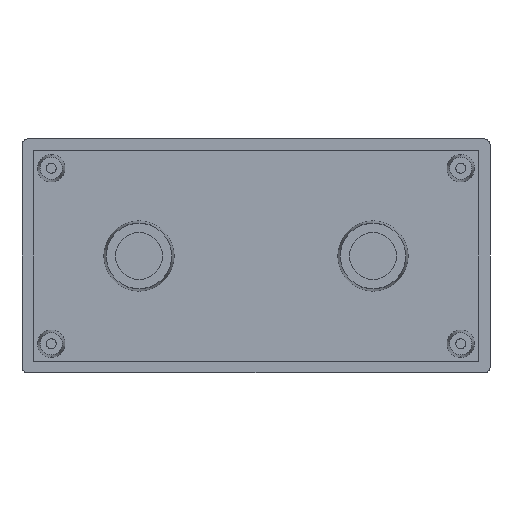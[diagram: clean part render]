
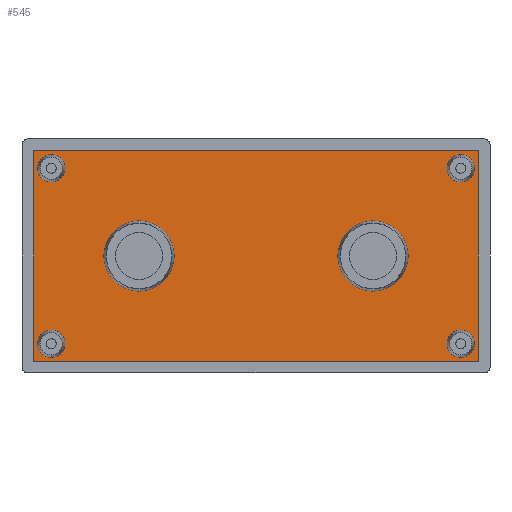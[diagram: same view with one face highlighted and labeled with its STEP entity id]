
A CAD part, front view. The second image highlights one B-rep face of the part: STEP entity #545.
In plain terms, the highlighted planar face has unit normal (0, -1, 0).
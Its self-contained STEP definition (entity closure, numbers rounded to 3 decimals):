
#5 = AXIS2_PLACEMENT_3D ( 'NONE', #80, #1023, #1091 ) ;
#18 = CIRCLE ( 'NONE', #95, 2.35 ) ;
#24 = CIRCLE ( 'NONE', #464, 6. ) ;
#29 = VERTEX_POINT ( 'NONE', #1459 ) ;
#37 = DIRECTION ( 'NONE',  ( -1., 0., 0. ) ) ;
#57 = CARTESIAN_POINT ( 'NONE',  ( 35., -3.3, 15. ) ) ;
#63 = PLANE ( 'NONE',  #319 ) ;
#80 = CARTESIAN_POINT ( 'NONE',  ( -20., -3.3, 0. ) ) ;
#87 = VERTEX_POINT ( 'NONE', #1287 ) ;
#95 = AXIS2_PLACEMENT_3D ( 'NONE', #706, #662, #659 ) ;
#98 = DIRECTION ( 'NONE',  ( 0., -1., 0. ) ) ;
#103 = FACE_BOUND ( 'NONE', #1428, .T. ) ;
#112 = CARTESIAN_POINT ( 'NONE',  ( 35., -3.3, 17.35 ) ) ;
#114 = DIRECTION ( 'NONE',  ( 0., -1., 0. ) ) ;
#116 = DIRECTION ( 'NONE',  ( 0., 0., 1. ) ) ;
#125 = CARTESIAN_POINT ( 'NONE',  ( -35., -3.3, 17.35 ) ) ;
#131 = DIRECTION ( 'NONE',  ( 0., 0., 1. ) ) ;
#138 = DIRECTION ( 'NONE',  ( 0., -1., 0. ) ) ;
#144 = CARTESIAN_POINT ( 'NONE',  ( 20., -3.3, 0. ) ) ;
#149 = ORIENTED_EDGE ( 'NONE', *, *, #755, .T. ) ;
#159 = CARTESIAN_POINT ( 'NONE',  ( -38., -3.3, 18. ) ) ;
#170 = DIRECTION ( 'NONE',  ( 0., 0., -1. ) ) ;
#176 = CARTESIAN_POINT ( 'NONE',  ( -38., -3.3, 18. ) ) ;
#192 = CARTESIAN_POINT ( 'NONE',  ( -20., -3.3, -6. ) ) ;
#240 = CARTESIAN_POINT ( 'NONE',  ( 20., -3.3, 0. ) ) ;
#242 = CIRCLE ( 'NONE', #1533, 2.35 ) ;
#252 = CARTESIAN_POINT ( 'NONE',  ( 38., -3.3, -18. ) ) ;
#254 = DIRECTION ( 'NONE',  ( 0., -1., 0. ) ) ;
#258 = CIRCLE ( 'NONE', #5, 6. ) ;
#264 = CARTESIAN_POINT ( 'NONE',  ( 20., -3.3, 6. ) ) ;
#287 = FACE_BOUND ( 'NONE', #1633, .T. ) ;
#294 = DIRECTION ( 'NONE',  ( 0., -1., 0. ) ) ;
#296 = VECTOR ( 'NONE', #303, 1000. ) ;
#299 = LINE ( 'NONE', #688, #664 ) ;
#303 = DIRECTION ( 'NONE',  ( 1., 0., 0. ) ) ;
#307 = EDGE_CURVE ( 'NONE', #1051, #1584, #18, .T. ) ;
#309 = CARTESIAN_POINT ( 'NONE',  ( -38., -3.3, -18. ) ) ;
#311 = CARTESIAN_POINT ( 'NONE',  ( -20., -3.3, 0. ) ) ;
#317 = DIRECTION ( 'NONE',  ( 0., -1., 0. ) ) ;
#319 = AXIS2_PLACEMENT_3D ( 'NONE', #334, #1668, #1585 ) ;
#325 = EDGE_LOOP ( 'NONE', ( #715, #1007 ) ) ;
#327 = EDGE_LOOP ( 'NONE', ( #1366, #1289 ) ) ;
#332 = DIRECTION ( 'NONE',  ( 0., 0., -1. ) ) ;
#333 = LINE ( 'NONE', #159, #1569 ) ;
#334 = CARTESIAN_POINT ( 'NONE',  ( 0., -3.3, 0. ) ) ;
#405 = FACE_BOUND ( 'NONE', #327, .T. ) ;
#422 = AXIS2_PLACEMENT_3D ( 'NONE', #1571, #254, #131 ) ;
#430 = VERTEX_POINT ( 'NONE', #479 ) ;
#445 = FACE_BOUND ( 'NONE', #1469, .T. ) ;
#464 = AXIS2_PLACEMENT_3D ( 'NONE', #240, #317, #1460 ) ;
#473 = CARTESIAN_POINT ( 'NONE',  ( 35., -3.3, -15. ) ) ;
#479 = CARTESIAN_POINT ( 'NONE',  ( 20., -3.3, -6. ) ) ;
#492 = CARTESIAN_POINT ( 'NONE',  ( -35., -3.3, 12.65 ) ) ;
#497 = DIRECTION ( 'NONE',  ( 0., 0., -1. ) ) ;
#503 = EDGE_CURVE ( 'NONE', #1661, #854, #1280, .T. ) ;
#507 = CIRCLE ( 'NONE', #901, 2.35 ) ;
#509 = DIRECTION ( 'NONE',  ( 0., -1., 0. ) ) ;
#511 = CARTESIAN_POINT ( 'NONE',  ( -35., -3.3, 15. ) ) ;
#533 = DIRECTION ( 'NONE',  ( 0., 0., 1. ) ) ;
#535 = CARTESIAN_POINT ( 'NONE',  ( -35., -3.3, 15. ) ) ;
#545 = ADVANCED_FACE ( 'NONE', ( #405, #445, #287, #624, #889, #951, #103 ), #63, .T. ) ;
#556 = EDGE_LOOP ( 'NONE', ( #1290, #1223 ) ) ;
#566 = DIRECTION ( 'NONE',  ( 0., 0., 1. ) ) ;
#577 = ORIENTED_EDGE ( 'NONE', *, *, #1296, .T. ) ;
#585 = VERTEX_POINT ( 'NONE', #1385 ) ;
#601 = DIRECTION ( 'NONE',  ( 0., -1., 0. ) ) ;
#624 = FACE_BOUND ( 'NONE', #325, .T. ) ;
#642 = VECTOR ( 'NONE', #497, 1000. ) ;
#652 = CIRCLE ( 'NONE', #1092, 2.35 ) ;
#659 = DIRECTION ( 'NONE',  ( 0., 0., 1. ) ) ;
#662 = DIRECTION ( 'NONE',  ( 0., -1., 0. ) ) ;
#664 = VECTOR ( 'NONE', #1431, 1000. ) ;
#671 = EDGE_CURVE ( 'NONE', #430, #1545, #675, .T. ) ;
#675 = CIRCLE ( 'NONE', #1269, 6. ) ;
#688 = CARTESIAN_POINT ( 'NONE',  ( 38., -3.3, 18. ) ) ;
#699 = VERTEX_POINT ( 'NONE', #1277 ) ;
#706 = CARTESIAN_POINT ( 'NONE',  ( -35., -3.3, -15. ) ) ;
#715 = ORIENTED_EDGE ( 'NONE', *, *, #1323, .F. ) ;
#716 = CIRCLE ( 'NONE', #1218, 2.35 ) ;
#728 = ORIENTED_EDGE ( 'NONE', *, *, #1267, .F. ) ;
#731 = ORIENTED_EDGE ( 'NONE', *, *, #1377, .F. ) ;
#755 = EDGE_CURVE ( 'NONE', #29, #1210, #333, .T. ) ;
#756 = EDGE_LOOP ( 'NONE', ( #577, #1275, #1534, #149 ) ) ;
#765 = EDGE_CURVE ( 'NONE', #1392, #793, #716, .T. ) ;
#766 = EDGE_CURVE ( 'NONE', #699, #87, #652, .T. ) ;
#793 = VERTEX_POINT ( 'NONE', #125 ) ;
#806 = DIRECTION ( 'NONE',  ( 0., 0., 1. ) ) ;
#824 = EDGE_CURVE ( 'NONE', #1202, #1295, #1368, .T. ) ;
#854 = VERTEX_POINT ( 'NONE', #252 ) ;
#889 = FACE_BOUND ( 'NONE', #556, .T. ) ;
#901 = AXIS2_PLACEMENT_3D ( 'NONE', #473, #1678, #533 ) ;
#927 = CARTESIAN_POINT ( 'NONE',  ( -38., -3.3, 18. ) ) ;
#930 = CIRCLE ( 'NONE', #1618, 2.35 ) ;
#951 = FACE_OUTER_BOUND ( 'NONE', #756, .T. ) ;
#965 = CIRCLE ( 'NONE', #422, 2.35 ) ;
#990 = AXIS2_PLACEMENT_3D ( 'NONE', #535, #138, #1180 ) ;
#1007 = ORIENTED_EDGE ( 'NONE', *, *, #307, .F. ) ;
#1023 = DIRECTION ( 'NONE',  ( 0., -1., 0. ) ) ;
#1033 = AXIS2_PLACEMENT_3D ( 'NONE', #311, #601, #332 ) ;
#1042 = DIRECTION ( 'NONE',  ( 0., 0., 1. ) ) ;
#1051 = VERTEX_POINT ( 'NONE', #1313 ) ;
#1091 = DIRECTION ( 'NONE',  ( 0., 0., -1. ) ) ;
#1092 = AXIS2_PLACEMENT_3D ( 'NONE', #1660, #98, #806 ) ;
#1126 = EDGE_CURVE ( 'NONE', #1295, #1202, #258, .T. ) ;
#1180 = DIRECTION ( 'NONE',  ( 0., 0., 1. ) ) ;
#1202 = VERTEX_POINT ( 'NONE', #192 ) ;
#1210 = VERTEX_POINT ( 'NONE', #927 ) ;
#1218 = AXIS2_PLACEMENT_3D ( 'NONE', #511, #114, #116 ) ;
#1223 = ORIENTED_EDGE ( 'NONE', *, *, #765, .F. ) ;
#1243 = ORIENTED_EDGE ( 'NONE', *, *, #671, .F. ) ;
#1267 = EDGE_CURVE ( 'NONE', #1545, #430, #24, .T. ) ;
#1269 = AXIS2_PLACEMENT_3D ( 'NONE', #144, #1438, #170 ) ;
#1275 = ORIENTED_EDGE ( 'NONE', *, *, #503, .T. ) ;
#1277 = CARTESIAN_POINT ( 'NONE',  ( 35., -3.3, -17.35 ) ) ;
#1280 = LINE ( 'NONE', #309, #296 ) ;
#1287 = CARTESIAN_POINT ( 'NONE',  ( 35., -3.3, -12.65 ) ) ;
#1289 = ORIENTED_EDGE ( 'NONE', *, *, #824, .F. ) ;
#1290 = ORIENTED_EDGE ( 'NONE', *, *, #1563, .F. ) ;
#1295 = VERTEX_POINT ( 'NONE', #1609 ) ;
#1296 = EDGE_CURVE ( 'NONE', #1210, #1661, #1358, .T. ) ;
#1303 = VERTEX_POINT ( 'NONE', #112 ) ;
#1313 = CARTESIAN_POINT ( 'NONE',  ( -35., -3.3, -17.35 ) ) ;
#1323 = EDGE_CURVE ( 'NONE', #1584, #1051, #965, .T. ) ;
#1332 = EDGE_CURVE ( 'NONE', #1303, #585, #930, .T. ) ;
#1335 = EDGE_CURVE ( 'NONE', #585, #1303, #242, .T. ) ;
#1340 = ORIENTED_EDGE ( 'NONE', *, *, #1332, .F. ) ;
#1358 = LINE ( 'NONE', #176, #642 ) ;
#1366 = ORIENTED_EDGE ( 'NONE', *, *, #1126, .F. ) ;
#1368 = CIRCLE ( 'NONE', #1033, 6. ) ;
#1377 = EDGE_CURVE ( 'NONE', #87, #699, #507, .T. ) ;
#1385 = CARTESIAN_POINT ( 'NONE',  ( 35., -3.3, 12.65 ) ) ;
#1392 = VERTEX_POINT ( 'NONE', #492 ) ;
#1409 = ORIENTED_EDGE ( 'NONE', *, *, #766, .F. ) ;
#1428 = EDGE_LOOP ( 'NONE', ( #728, #1243 ) ) ;
#1431 = DIRECTION ( 'NONE',  ( 0., 0., 1. ) ) ;
#1434 = ORIENTED_EDGE ( 'NONE', *, *, #1335, .F. ) ;
#1438 = DIRECTION ( 'NONE',  ( 0., -1., 0. ) ) ;
#1459 = CARTESIAN_POINT ( 'NONE',  ( 38., -3.3, 18. ) ) ;
#1460 = DIRECTION ( 'NONE',  ( 0., 0., -1. ) ) ;
#1469 = EDGE_LOOP ( 'NONE', ( #731, #1409 ) ) ;
#1524 = CARTESIAN_POINT ( 'NONE',  ( 35., -3.3, 15. ) ) ;
#1531 = EDGE_CURVE ( 'NONE', #854, #29, #299, .T. ) ;
#1533 = AXIS2_PLACEMENT_3D ( 'NONE', #1524, #509, #1042 ) ;
#1534 = ORIENTED_EDGE ( 'NONE', *, *, #1531, .T. ) ;
#1545 = VERTEX_POINT ( 'NONE', #264 ) ;
#1563 = EDGE_CURVE ( 'NONE', #793, #1392, #1632, .T. ) ;
#1569 = VECTOR ( 'NONE', #37, 1000. ) ;
#1571 = CARTESIAN_POINT ( 'NONE',  ( -35., -3.3, -15. ) ) ;
#1584 = VERTEX_POINT ( 'NONE', #1589 ) ;
#1585 = DIRECTION ( 'NONE',  ( 0., 0., -1. ) ) ;
#1589 = CARTESIAN_POINT ( 'NONE',  ( -35., -3.3, -12.65 ) ) ;
#1598 = CARTESIAN_POINT ( 'NONE',  ( -38., -3.3, -18. ) ) ;
#1609 = CARTESIAN_POINT ( 'NONE',  ( -20., -3.3, 6. ) ) ;
#1618 = AXIS2_PLACEMENT_3D ( 'NONE', #57, #294, #566 ) ;
#1632 = CIRCLE ( 'NONE', #990, 2.35 ) ;
#1633 = EDGE_LOOP ( 'NONE', ( #1340, #1434 ) ) ;
#1660 = CARTESIAN_POINT ( 'NONE',  ( 35., -3.3, -15. ) ) ;
#1661 = VERTEX_POINT ( 'NONE', #1598 ) ;
#1668 = DIRECTION ( 'NONE',  ( 0., -1., 0. ) ) ;
#1678 = DIRECTION ( 'NONE',  ( 0., -1., 0. ) ) ;
